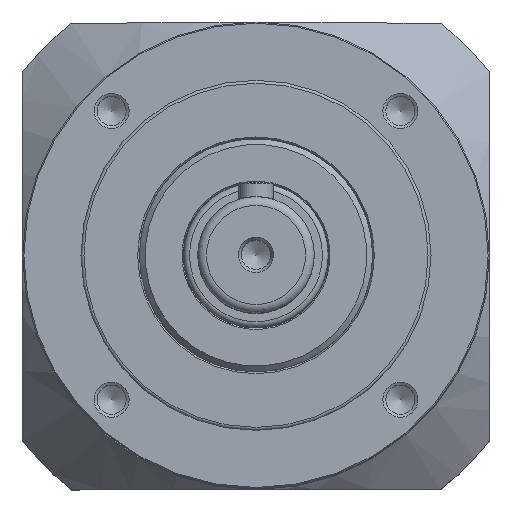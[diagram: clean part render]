
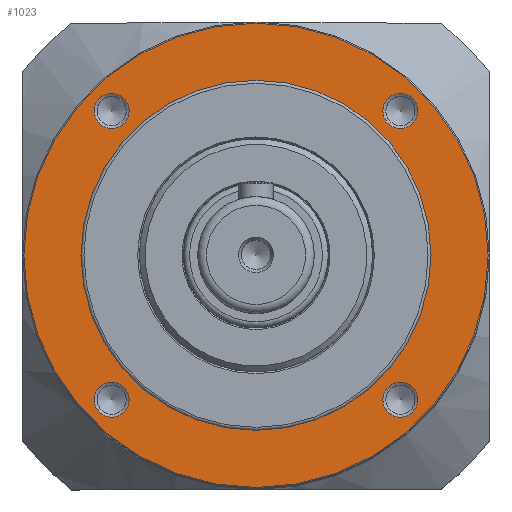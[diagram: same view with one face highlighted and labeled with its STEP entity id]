
A CAD part, top view. The second image highlights one B-rep face of the part: STEP entity #1023.
In plain terms, the highlighted planar face has unit normal (0, 0, 1).
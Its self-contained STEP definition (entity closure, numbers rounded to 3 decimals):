
#84=CARTESIAN_POINT('',(-21.749,24.749,-3.0));
#85=VERTEX_POINT('',#84);
#86=CARTESIAN_POINT('',(-24.749,24.749,-3.0));
#87=DIRECTION('',(0.0,0.0,-1.0));
#88=DIRECTION('',(-1.0,0.0,0.0));
#89=AXIS2_PLACEMENT_3D('',#86,#87,#88);
#90=CIRCLE('',#89,3.);
#91=EDGE_CURVE('',#85,#85,#90,.T.);
#112=CARTESIAN_POINT('',(27.749,24.749,-3.0));
#113=VERTEX_POINT('',#112);
#114=CARTESIAN_POINT('',(24.749,24.749,-3.0));
#115=DIRECTION('',(0.0,0.0,-1.0));
#116=DIRECTION('',(-1.0,0.0,0.0));
#117=AXIS2_PLACEMENT_3D('',#114,#115,#116);
#118=CIRCLE('',#117,3.);
#119=EDGE_CURVE('',#113,#113,#118,.T.);
#140=CARTESIAN_POINT('',(27.749,-24.749,-3.0));
#141=VERTEX_POINT('',#140);
#142=CARTESIAN_POINT('',(24.749,-24.749,-3.0));
#143=DIRECTION('',(0.0,0.0,-1.0));
#144=DIRECTION('',(-1.0,0.0,0.0));
#145=AXIS2_PLACEMENT_3D('',#142,#143,#144);
#146=CIRCLE('',#145,3.);
#147=EDGE_CURVE('',#141,#141,#146,.T.);
#168=CARTESIAN_POINT('',(-21.749,-24.749,-3.0));
#169=VERTEX_POINT('',#168);
#170=CARTESIAN_POINT('',(-24.749,-24.749,-3.0));
#171=DIRECTION('',(0.0,0.0,-1.0));
#172=DIRECTION('',(-1.0,0.0,0.0));
#173=AXIS2_PLACEMENT_3D('',#170,#171,#172);
#174=CIRCLE('',#173,3.);
#175=EDGE_CURVE('',#169,#169,#174,.T.);
#381=CARTESIAN_POINT('',(-39.8,0.0,-3.0));
#382=VERTEX_POINT('',#381);
#383=CARTESIAN_POINT('',(0.0,0.0,-3.0));
#384=DIRECTION('',(0.0,0.0,1.0));
#385=DIRECTION('',(-1.0,0.0,0.0));
#386=AXIS2_PLACEMENT_3D('',#383,#384,#385);
#387=CIRCLE('',#386,39.8);
#388=EDGE_CURVE('',#382,#382,#387,.T.);
#929=CARTESIAN_POINT('',(30.0,0.0,-3.0));
#930=VERTEX_POINT('',#929);
#931=CARTESIAN_POINT('',(0.0,0.0,-3.0));
#932=DIRECTION('',(0.0,0.0,1.0));
#933=DIRECTION('',(1.0,0.0,0.0));
#934=AXIS2_PLACEMENT_3D('',#931,#932,#933);
#935=CIRCLE('',#934,30.0);
#936=EDGE_CURVE('',#930,#930,#935,.T.);
#1000=CARTESIAN_POINT('',(0.0,30.0,-3.0));
#1001=DIRECTION('',(0.0,0.0,-1.0));
#1002=DIRECTION('',(-1.0,0.0,0.0));
#1003=AXIS2_PLACEMENT_3D('',#1000,#1001,#1002);
#1004=PLANE('',#1003);
#1005=ORIENTED_EDGE('',*,*,#388,.T.);
#1006=EDGE_LOOP('',(#1005));
#1007=FACE_OUTER_BOUND('',#1006,.T.);
#1008=ORIENTED_EDGE('',*,*,#147,.T.);
#1009=EDGE_LOOP('',(#1008));
#1010=FACE_BOUND('',#1009,.T.);
#1011=ORIENTED_EDGE('',*,*,#119,.T.);
#1012=EDGE_LOOP('',(#1011));
#1013=FACE_BOUND('',#1012,.T.);
#1014=ORIENTED_EDGE('',*,*,#91,.T.);
#1015=EDGE_LOOP('',(#1014));
#1016=FACE_BOUND('',#1015,.T.);
#1017=ORIENTED_EDGE('',*,*,#175,.T.);
#1018=EDGE_LOOP('',(#1017));
#1019=FACE_BOUND('',#1018,.T.);
#1020=ORIENTED_EDGE('',*,*,#936,.F.);
#1021=EDGE_LOOP('',(#1020));
#1022=FACE_BOUND('',#1021,.T.);
#1023=ADVANCED_FACE('',(#1007,#1010,#1013,#1016,#1019,#1022),#1004,.F.);
